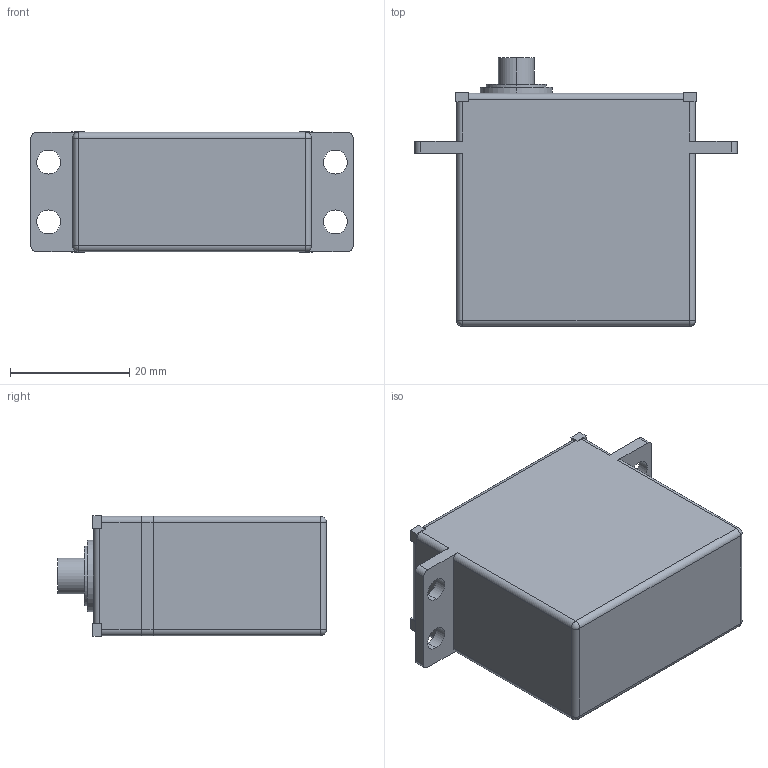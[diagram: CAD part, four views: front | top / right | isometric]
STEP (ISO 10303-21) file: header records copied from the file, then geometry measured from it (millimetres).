
FILE_DESCRIPTION (( 'STEP AP214' ), '1' );
FILE_NAME ('2025.9.2儂迮秶芞聆彸枙.STEP', '2025-09-04T13:34:13', ( '' ), ( '' ), 'SwSTEP 2.0', 'SolidWorks 2024', '' );
FILE_SCHEMA (( 'AUTOMOTIVE_DESIGN' ));
Length unit declared in the file: millimetre
Products named in the file (1): 2025.9.2机械制图测试题
Bounding box: 54 x 45 x 20.2 mm (x, y, z)
Volume: 31849.4 mm3; surface area: 6935.3 mm2
Topology: 1 solids, 1 shells, 113 faces, 303 edges, 192 vertices
Faces by surface type: cylinder 63, plane 43, sphere 4, bspline 3
Entity records: 4940 total; most frequent: CARTESIAN_POINT 2221, ORIENTED_EDGE 598, DIRECTION 532, EDGE_CURVE 299, VERTEX_POINT 192, AXIS2_PLACEMENT_3D 183, LINE 166, VECTOR 166
